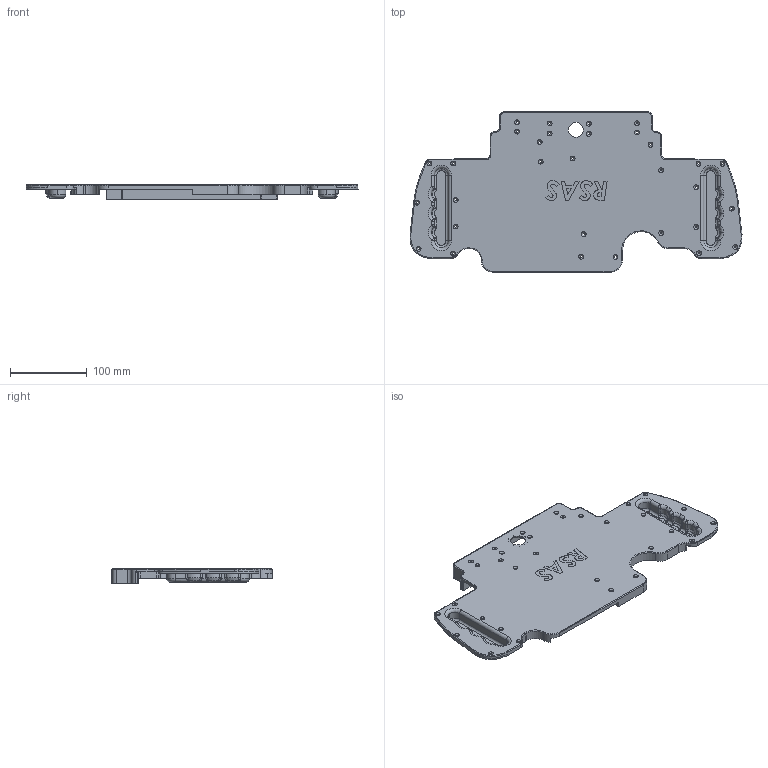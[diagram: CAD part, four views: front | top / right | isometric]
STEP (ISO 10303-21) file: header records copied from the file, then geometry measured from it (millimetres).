
FILE_DESCRIPTION (( 'STEP AP203' ), '1' );
FILE_NAME ('Assemblage FUSION pour CNC.STEP', '2022-06-08T09:39:05', ( '' ), ( '' ), 'SwSTEP 2.0', 'SolidWorks 2017', '' );
FILE_SCHEMA (( 'CONFIG_CONTROL_DESIGN' ));
Length unit declared in the file: millimetre
Products named in the file (1): Assemblage FUSION pour CNC
Bounding box: 433.78 x 209.28 x 19.5 mm (x, y, z)
Volume: 379868.5 mm3; surface area: 179465.8 mm2
Topology: 1 solids, 1 shells, 1068 faces, 2891 edges, 1818 vertices
Faces by surface type: cylinder 493, plane 270, bspline 154, cone 74, torus 65, sphere 12
Entity records: 40197 total; most frequent: CARTESIAN_POINT 13772, ORIENTED_EDGE 5734, DIRECTION 5370, EDGE_CURVE 2867, AXIS2_PLACEMENT_3D 2057, VERTEX_POINT 1818, VECTOR 1256, LINE 1256
